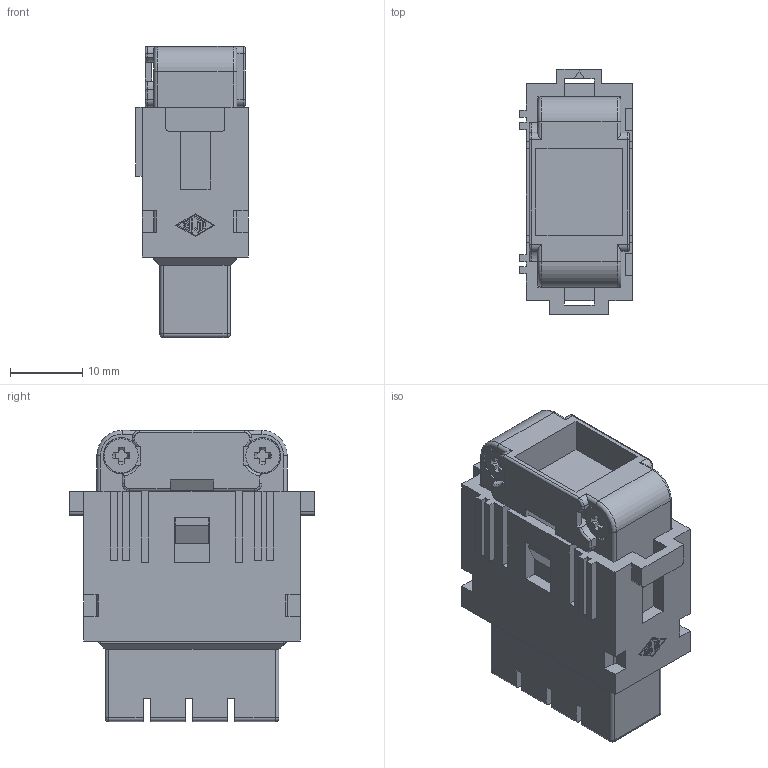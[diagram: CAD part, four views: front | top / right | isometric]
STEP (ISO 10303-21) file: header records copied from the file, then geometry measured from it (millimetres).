
FILE_DESCRIPTION(('Creo Elements/Direct Modeling STEP Export'),'2;1');
FILE_NAME('0lndrp341d4h04m2196','2016-02-26T 9:04:01',(''),(''),'PTC Creo Elements/Direct Modeling STEP processor for AP214 (Solid Model)','PTC Creo Elements/Direct Modeling 19.0B 21-Mar-2015 (C) Parametric Technology GmbH','');
FILE_SCHEMA(('AUTOMOTIVE_DESIGN { 1 0 10303 214 1 1 1 1 }'));
Length unit declared in the file: millimetre
Products named in the file (2): CX_08_I6F
Assembly tree (1 placements, depth 2):
  CX_08_I6F
    CX_08_I6F
Bounding box: 15.6 x 34 x 40.3 mm (x, y, z)
Volume: 13439.3 mm3; surface area: 5577 mm2
Topology: 1 solids, 1 shells, 660 faces, 1871 edges, 1222 vertices
Faces by surface type: plane 543, cylinder 76, torus 16, cone 12, extrusion 9, sphere 4
Entity records: 22906 total; most frequent: CARTESIAN_POINT 4770, ORIENTED_EDGE 3734, DIRECTION 3149, EDGE_CURVE 1867, VECTOR 1611, LINE 1602, VERTEX_POINT 1222, AXIS2_PLACEMENT_3D 769
